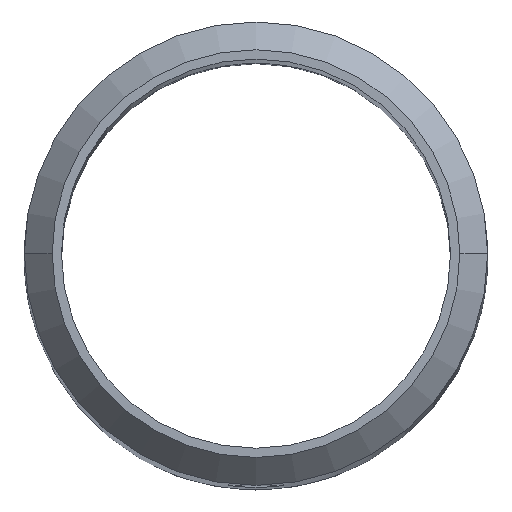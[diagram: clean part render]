
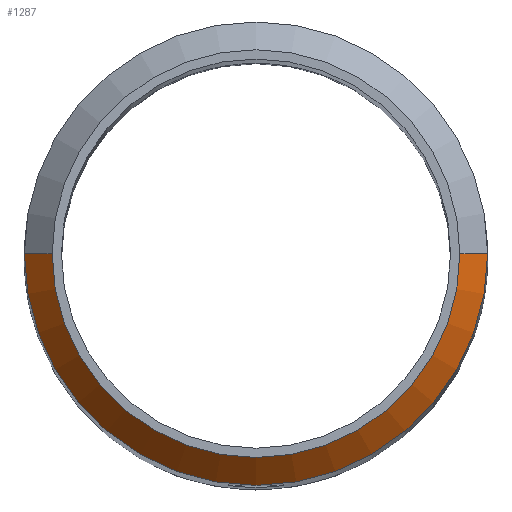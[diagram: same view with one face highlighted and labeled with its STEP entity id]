
A CAD part, top view. The second image highlights one B-rep face of the part: STEP entity #1287.
In plain terms, the highlighted conical face has half-angle 45 degrees and reference radius 22 mm.
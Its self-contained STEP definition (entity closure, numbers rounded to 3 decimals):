
#13 = VECTOR ( 'NONE', #436, 1000. ) ;
#61 = ORIENTED_EDGE ( 'NONE', *, *, #1101, .F. ) ;
#157 = VECTOR ( 'NONE', #556, 1000. ) ;
#169 = EDGE_CURVE ( 'NONE', #1053, #248, #330, .T. ) ;
#212 = DIRECTION ( 'NONE',  ( 1., 0., 0. ) ) ;
#239 = EDGE_LOOP ( 'NONE', ( #1324, #910, #683, #61 ) ) ;
#248 = VERTEX_POINT ( 'NONE', #954 ) ;
#253 = CARTESIAN_POINT ( 'NONE',  ( 22., 0., 145. ) ) ;
#297 = CONICAL_SURFACE ( 'NONE', #382, 22., 0.785 ) ;
#327 = DIRECTION ( 'NONE',  ( 1., 0., 0. ) ) ;
#330 = LINE ( 'NONE', #628, #13 ) ;
#341 = CIRCLE ( 'NONE', #712, 22. ) ;
#382 = AXIS2_PLACEMENT_3D ( 'NONE', #717, #478, #484 ) ;
#399 = EDGE_CURVE ( 'NONE', #515, #1188, #656, .T. ) ;
#436 = DIRECTION ( 'NONE',  ( -0.707, 0., -0.707 ) ) ;
#478 = DIRECTION ( 'NONE',  ( 0., 0., -1. ) ) ;
#484 = DIRECTION ( 'NONE',  ( -1., 0., 0. ) ) ;
#515 = VERTEX_POINT ( 'NONE', #253 ) ;
#525 = CARTESIAN_POINT ( 'NONE',  ( 0., 0., 145. ) ) ;
#532 = CARTESIAN_POINT ( 'NONE',  ( 0., 0., 142. ) ) ;
#556 = DIRECTION ( 'NONE',  ( 0.707, 0., -0.707 ) ) ;
#602 = AXIS2_PLACEMENT_3D ( 'NONE', #532, #746, #212 ) ;
#628 = CARTESIAN_POINT ( 'NONE',  ( -22., 0., 145. ) ) ;
#656 = LINE ( 'NONE', #1088, #157 ) ;
#683 = ORIENTED_EDGE ( 'NONE', *, *, #169, .T. ) ;
#712 = AXIS2_PLACEMENT_3D ( 'NONE', #525, #951, #327 ) ;
#717 = CARTESIAN_POINT ( 'NONE',  ( 0., 0., 145. ) ) ;
#746 = DIRECTION ( 'NONE',  ( 0., 0., -1. ) ) ;
#751 = CARTESIAN_POINT ( 'NONE',  ( 25., 0., 142. ) ) ;
#817 = FACE_OUTER_BOUND ( 'NONE', #239, .T. ) ;
#869 = CARTESIAN_POINT ( 'NONE',  ( -22., 0., 145. ) ) ;
#910 = ORIENTED_EDGE ( 'NONE', *, *, #1346, .F. ) ;
#951 = DIRECTION ( 'NONE',  ( 0., 0., 1. ) ) ;
#954 = CARTESIAN_POINT ( 'NONE',  ( -25., 0., 142. ) ) ;
#1053 = VERTEX_POINT ( 'NONE', #869 ) ;
#1088 = CARTESIAN_POINT ( 'NONE',  ( 22., 0., 145. ) ) ;
#1101 = EDGE_CURVE ( 'NONE', #1188, #248, #1168, .T. ) ;
#1168 = CIRCLE ( 'NONE', #602, 25. ) ;
#1188 = VERTEX_POINT ( 'NONE', #751 ) ;
#1287 = ADVANCED_FACE ( 'NONE', ( #817 ), #297, .T. ) ;
#1324 = ORIENTED_EDGE ( 'NONE', *, *, #399, .F. ) ;
#1346 = EDGE_CURVE ( 'NONE', #1053, #515, #341, .T. ) ;
